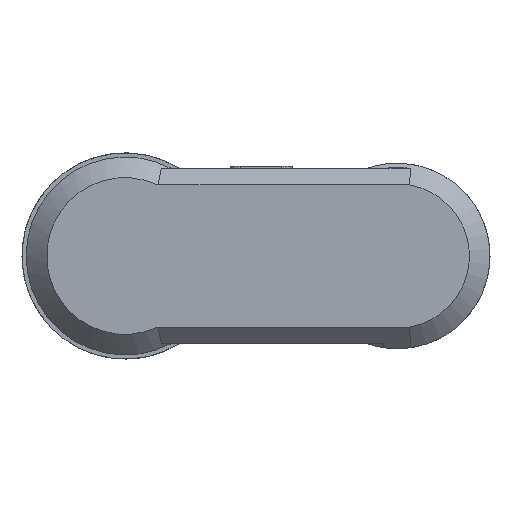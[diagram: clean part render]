
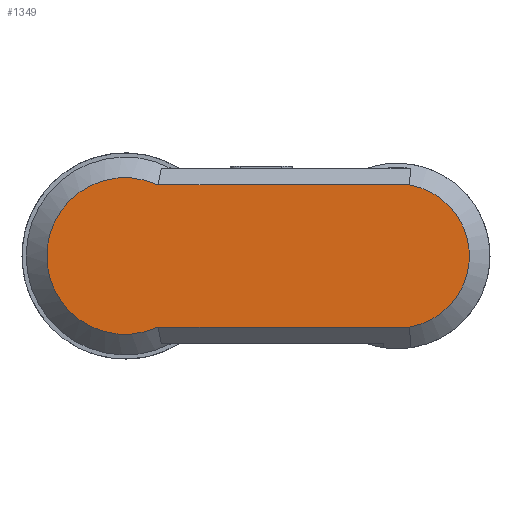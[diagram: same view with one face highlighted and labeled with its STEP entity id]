
A CAD part, left-side view. The second image highlights one B-rep face of the part: STEP entity #1349.
In plain terms, the highlighted planar face has unit normal (-1, 0, 0).
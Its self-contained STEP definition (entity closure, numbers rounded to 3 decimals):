
#72=LINE('',#1961,#133);
#74=LINE('',#1970,#135);
#133=VECTOR('',#1596,1000.);
#135=VECTOR('',#1600,1000.);
#161=PLANE('',#1422);
#257=ORIENTED_EDGE('',*,*,#501,.F.);
#258=ORIENTED_EDGE('',*,*,#509,.F.);
#259=ORIENTED_EDGE('',*,*,#504,.F.);
#260=ORIENTED_EDGE('',*,*,#510,.T.);
#501=EDGE_CURVE('',#627,#628,#72,.T.);
#504=EDGE_CURVE('',#630,#631,#74,.T.);
#509=EDGE_CURVE('',#631,#627,#669,.T.);
#510=EDGE_CURVE('',#630,#628,#670,.T.);
#627=VERTEX_POINT('',#1960);
#628=VERTEX_POINT('',#1962);
#630=VERTEX_POINT('',#1971);
#631=VERTEX_POINT('',#1972);
#669=CIRCLE('',#1423,3.8);
#670=CIRCLE('',#1424,3.5);
#726=EDGE_LOOP('',(#257,#258,#259,#260));
#811=FACE_BOUND('',#726,.T.);
#1349=ADVANCED_FACE('',(#811),#161,.F.);
#1422=AXIS2_PLACEMENT_3D('',#1988,#1603,#1604);
#1423=AXIS2_PLACEMENT_3D('',#1989,#1605,#1606);
#1424=AXIS2_PLACEMENT_3D('',#1990,#1607,#1608);
#1596=DIRECTION('',(0.,-1.,0.));
#1600=DIRECTION('',(0.,1.,0.));
#1603=DIRECTION('',(1.,0.,0.));
#1604=DIRECTION('',(0.,0.,-1.));
#1605=DIRECTION('',(1.,0.,0.));
#1606=DIRECTION('',(0.,0.,-1.));
#1607=DIRECTION('',(-1.,0.,0.));
#1608=DIRECTION('',(0.,0.,1.));
#1960=CARTESIAN_POINT('',(0.,11.607,3.45));
#1961=CARTESIAN_POINT('',(0.,-3.5,3.45));
#1962=CARTESIAN_POINT('',(0.,-0.589,3.45));
#1970=CARTESIAN_POINT('',(0.,-3.5,-3.45));
#1971=CARTESIAN_POINT('',(0.,-0.589,-3.45));
#1972=CARTESIAN_POINT('',(0.,11.607,-3.45));
#1988=CARTESIAN_POINT('',(0.,-3.5,0.));
#1989=CARTESIAN_POINT('',(0.,13.2,0.));
#1990=CARTESIAN_POINT('',(0.,0.,0.));
